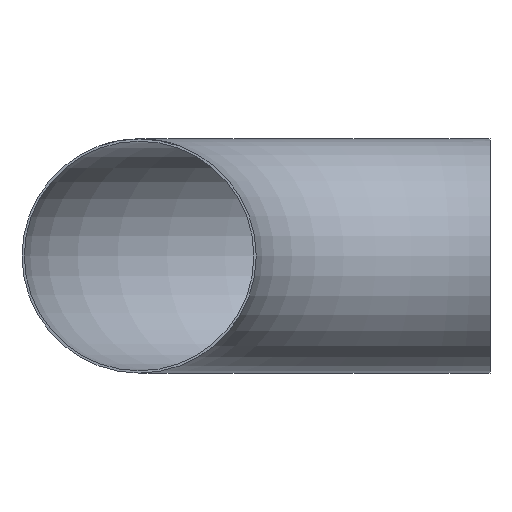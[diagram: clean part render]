
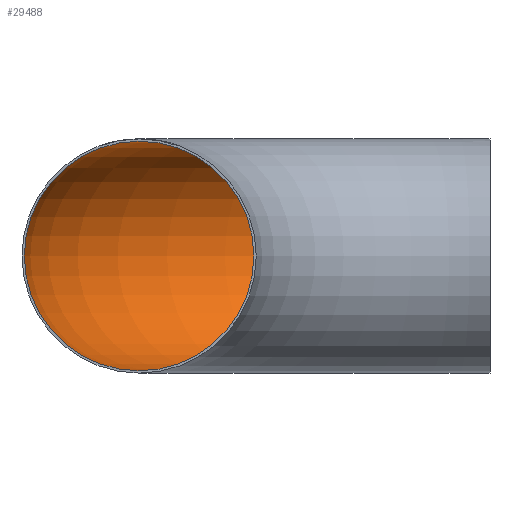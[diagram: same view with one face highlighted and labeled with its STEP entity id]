
A CAD part, front view. The second image highlights one B-rep face of the part: STEP entity #29488.
In plain terms, the highlighted toroidal (fillet/blend) face has major radius 914 mm and minor radius 299 mm.
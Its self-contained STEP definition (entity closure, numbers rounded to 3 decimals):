
#1792 = DIRECTION ( 'NONE',  ( 0., 1., 0. ) ) ;
#3301 = DIRECTION ( 'NONE',  ( 0., 1., 0. ) ) ;
#5085 = EDGE_CURVE ( 'NONE', #10779, #10779, #42499, .T. ) ;
#6314 = DIRECTION ( 'NONE',  ( 1., 0., 0. ) ) ;
#8358 = EDGE_CURVE ( 'NONE', #33994, #33994, #39792, .T. ) ;
#10779 = VERTEX_POINT ( 'NONE', #23673 ) ;
#11314 = EDGE_LOOP ( 'NONE', ( #16716 ) ) ;
#11664 = AXIS2_PLACEMENT_3D ( 'NONE', #38169, #6314, #3301 ) ;
#14930 = TOROIDAL_SURFACE ( 'NONE', #37578, 914., 299. ) ;
#16716 = ORIENTED_EDGE ( 'NONE', *, *, #5085, .F. ) ;
#17128 = ORIENTED_EDGE ( 'NONE', *, *, #8358, .T. ) ;
#22591 = DIRECTION ( 'NONE',  ( -1., 0., 0. ) ) ;
#22793 = CARTESIAN_POINT ( 'NONE',  ( 0., 0., 0. ) ) ;
#23001 = DIRECTION ( 'NONE',  ( 0., 0., -1. ) ) ;
#23673 = CARTESIAN_POINT ( 'NONE',  ( -914., 0., 299. ) ) ;
#25177 = FACE_OUTER_BOUND ( 'NONE', #11314, .T. ) ;
#28645 = CARTESIAN_POINT ( 'NONE',  ( -914., 0., 0. ) ) ;
#29488 = ADVANCED_FACE ( 'NONE', ( #41528, #25177 ), #14930, .F. ) ;
#30146 = AXIS2_PLACEMENT_3D ( 'NONE', #28645, #1792, #41752 ) ;
#33994 = VERTEX_POINT ( 'NONE', #37209 ) ;
#36027 = EDGE_LOOP ( 'NONE', ( #17128 ) ) ;
#37209 = CARTESIAN_POINT ( 'NONE',  ( 0., 1213., 0. ) ) ;
#37578 = AXIS2_PLACEMENT_3D ( 'NONE', #22793, #23001, #22591 ) ;
#38169 = CARTESIAN_POINT ( 'NONE',  ( 0., 914., 0. ) ) ;
#39792 = CIRCLE ( 'NONE', #11664, 299. ) ;
#41528 = FACE_OUTER_BOUND ( 'NONE', #36027, .T. ) ;
#41752 = DIRECTION ( 'NONE',  ( 0., 0., 1. ) ) ;
#42499 = CIRCLE ( 'NONE', #30146, 299. ) ;
